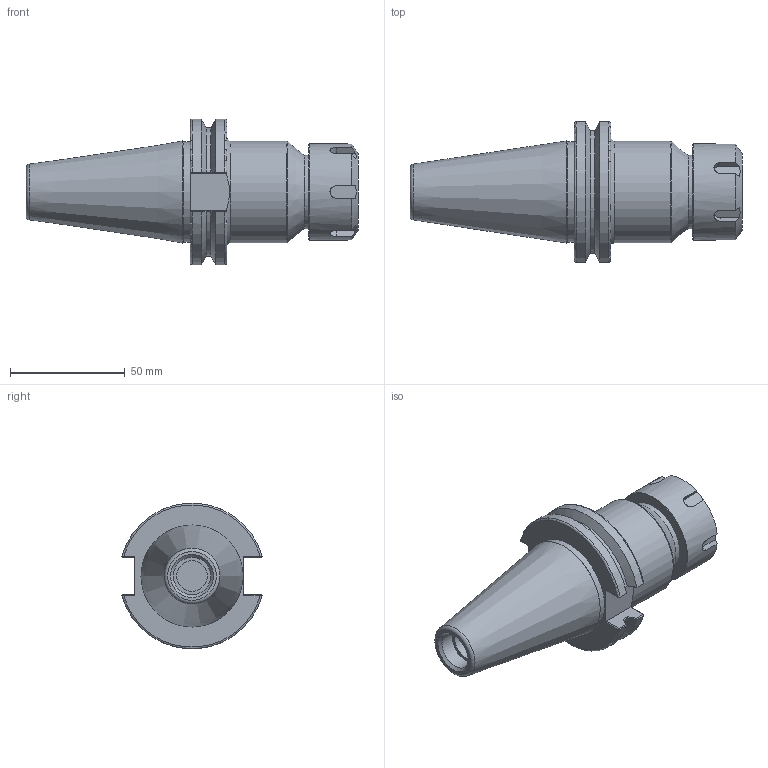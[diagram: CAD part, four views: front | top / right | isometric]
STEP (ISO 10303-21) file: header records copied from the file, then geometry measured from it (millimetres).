
FILE_DESCRIPTION(/* description */ (''),/* implementation_level */ '2;1');
FILE_NAME(/* name */ 'CAT40 ER25-3.0.step',/* time_stamp */ '2025-07-23T10:45:42-05:00',/* author */ (''),/* organization */ (''),/* preprocessor_version */ 'ST-DEVELOPER v20.1',/* originating_system */ 'Autodesk Translation Framework v14.10.0.0',/* authorisation */ '');
FILE_SCHEMA (('AUTOMOTIVE_DESIGN { 1 0 10303 214 3 1 1 }'));
Length unit declared in the file: inch
Products named in the file (4): CAT40 EM20-63; CAT40 Dual Contact Template; CAT40 Dual Contact 2.69 v1; ER25 Collet Nut v2
Assembly tree (3 placements, depth 3):
  CAT40 EM20-63
    CAT40 Dual Contact Template
      CAT40 Dual Contact 2.69 v1
      ER25 Collet Nut v2
Bounding box: 144.53 x 61.14 x 63.26 mm (x, y, z)
Volume: 173881.9 mm3; surface area: 34019.8 mm2
Topology: 2 solids, 2 shells, 117 faces, 305 edges, 195 vertices
Faces by surface type: plane 52, bspline 24, cylinder 21, cone 13, torus 7
Full cylindrical faces by diameter (mm): 11.112 x1, 13.386 x1, 14 x1, 16.256 x1, 18.669 x1, 32 x1, 41.91 x1, 43.688 x1, 44.196 x1
Entity records: 4699 total; most frequent: CARTESIAN_POINT 1818, ORIENTED_EDGE 608, DIRECTION 499, EDGE_CURVE 304, VERTEX_POINT 195, AXIS2_PLACEMENT_3D 170, LINE 159, VECTOR 159
